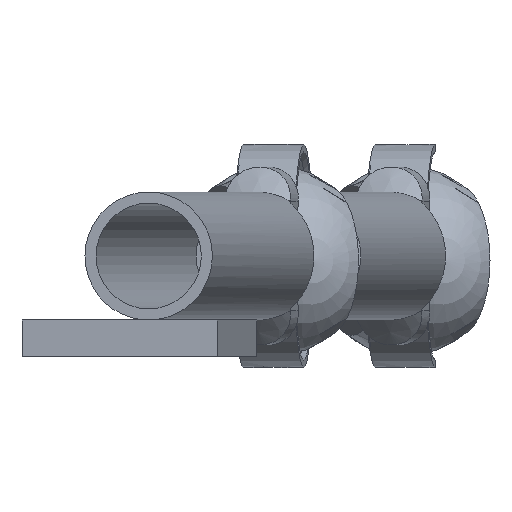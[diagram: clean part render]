
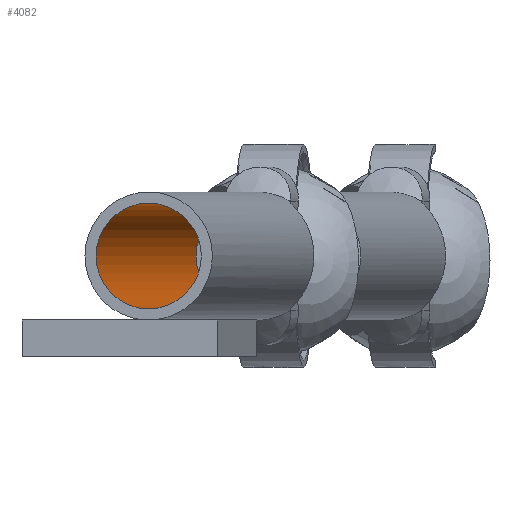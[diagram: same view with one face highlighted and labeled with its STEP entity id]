
A CAD part, front view. The second image highlights one B-rep face of the part: STEP entity #4082.
In plain terms, the highlighted cylindrical face has radius 17.5 mm (diameter 35 mm), a full revolution.
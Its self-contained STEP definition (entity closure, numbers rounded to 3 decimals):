
#40 = AXIS2_PLACEMENT_3D ( 'NONE', #3335, #3337, #3336 ) ;
#50 = CIRCLE ( 'NONE', #40, 17.5 ) ;
#62 = CIRCLE ( 'NONE', #69, 17.5 ) ;
#69 = AXIS2_PLACEMENT_3D ( 'NONE', #1354, #1355, #1356 ) ;
#105 = EDGE_LOOP ( 'NONE', ( #406 ) ) ;
#108 = EDGE_LOOP ( 'NONE', ( #410 ) ) ;
#406 = ORIENTED_EDGE ( 'NONE', *, *, #4123, .T. ) ;
#410 = ORIENTED_EDGE ( 'NONE', *, *, #4157, .F. ) ;
#541 = FACE_OUTER_BOUND ( 'NONE', #108, .T. ) ;
#543 = FACE_OUTER_BOUND ( 'NONE', #105, .T. ) ;
#544 = CYLINDRICAL_SURFACE ( 'NONE', #4435, 17.5 ) ;
#686 = VERTEX_POINT ( 'NONE', #2595 ) ;
#688 = VERTEX_POINT ( 'NONE', #2597 ) ;
#1354 = CARTESIAN_POINT ( 'NONE',  ( 0., 0., 72.64 ) ) ;
#1355 = DIRECTION ( 'NONE',  ( 0., 0., 1. ) ) ;
#1356 = DIRECTION ( 'NONE',  ( 1., 0., 0. ) ) ;
#2595 = CARTESIAN_POINT ( 'NONE',  ( 17.5, 0., 452.64 ) ) ;
#2597 = CARTESIAN_POINT ( 'NONE',  ( 17.5, 0., 72.64 ) ) ;
#3335 = CARTESIAN_POINT ( 'NONE',  ( 0., 0., 452.64 ) ) ;
#3336 = DIRECTION ( 'NONE',  ( 1., 0., 0. ) ) ;
#3337 = DIRECTION ( 'NONE',  ( 0., 0., 1. ) ) ;
#3558 = CARTESIAN_POINT ( 'NONE',  ( 0., 0., 72.64 ) ) ;
#3563 = DIRECTION ( 'NONE',  ( 0., 0., 1. ) ) ;
#3564 = DIRECTION ( 'NONE',  ( 1., 0., 0. ) ) ;
#4082 = ADVANCED_FACE ( 'NONE', ( #541, #543 ), #544, .F. ) ;
#4123 = EDGE_CURVE ( 'NONE', #686, #686, #50, .T. ) ;
#4157 = EDGE_CURVE ( 'NONE', #688, #688, #62, .T. ) ;
#4435 = AXIS2_PLACEMENT_3D ( 'NONE', #3558, #3563, #3564 ) ;
